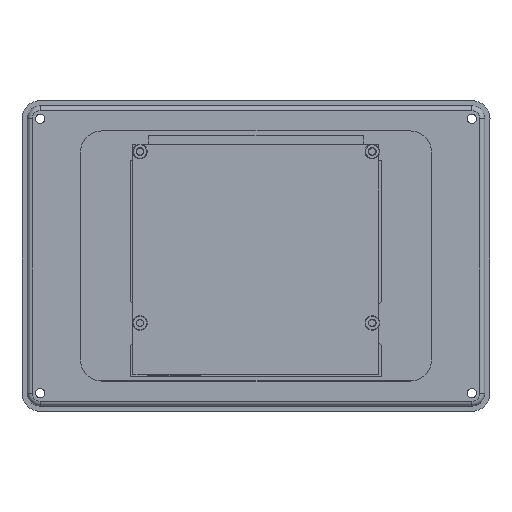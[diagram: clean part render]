
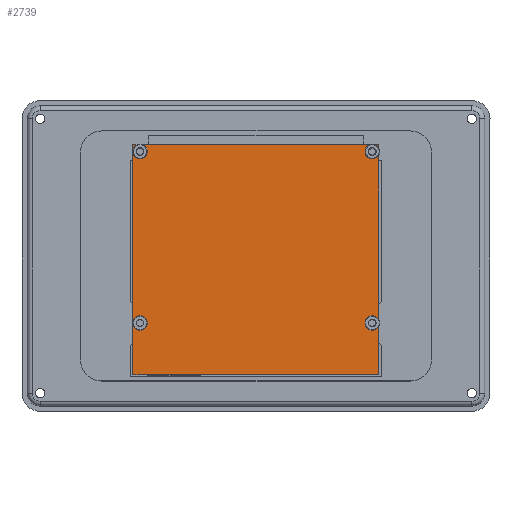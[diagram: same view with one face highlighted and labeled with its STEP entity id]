
A CAD part, top view. The second image highlights one B-rep face of the part: STEP entity #2739.
In plain terms, the highlighted face is planar.
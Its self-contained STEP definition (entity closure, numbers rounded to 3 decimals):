
#125=FACE_BOUND('',#523,.T.);
#126=FACE_BOUND('',#524,.T.);
#127=FACE_BOUND('',#525,.T.);
#128=FACE_BOUND('',#526,.T.);
#187=PLANE('',#2989);
#351=FACE_OUTER_BOUND('',#522,.T.);
#522=EDGE_LOOP('',(#2083,#2084,#2085,#2086));
#523=EDGE_LOOP('',(#2087));
#524=EDGE_LOOP('',(#2088));
#525=EDGE_LOOP('',(#2089));
#526=EDGE_LOOP('',(#2090));
#713=LINE('',#4239,#967);
#716=LINE('',#4245,#970);
#719=LINE('',#4251,#973);
#722=LINE('',#4255,#976);
#967=VECTOR('',#3396,1000.);
#970=VECTOR('',#3401,1000.);
#973=VECTOR('',#3406,1000.);
#976=VECTOR('',#3411,1000.);
#1206=CIRCLE('',#2969,1.55);
#1210=CIRCLE('',#2976,1.55);
#1212=CIRCLE('',#2979,1.55);
#1214=CIRCLE('',#2982,1.55);
#1333=VERTEX_POINT('',#4202);
#1337=VERTEX_POINT('',#4215);
#1339=VERTEX_POINT('',#4221);
#1341=VERTEX_POINT('',#4227);
#1345=VERTEX_POINT('',#4236);
#1346=VERTEX_POINT('',#4238);
#1348=VERTEX_POINT('',#4244);
#1350=VERTEX_POINT('',#4250);
#1598=EDGE_CURVE('',#1333,#1333,#1206,.T.);
#1604=EDGE_CURVE('',#1337,#1337,#1210,.T.);
#1607=EDGE_CURVE('',#1339,#1339,#1212,.T.);
#1610=EDGE_CURVE('',#1341,#1341,#1214,.T.);
#1615=EDGE_CURVE('',#1345,#1346,#713,.T.);
#1618=EDGE_CURVE('',#1346,#1348,#716,.T.);
#1621=EDGE_CURVE('',#1348,#1350,#719,.T.);
#1624=EDGE_CURVE('',#1350,#1345,#722,.T.);
#2083=ORIENTED_EDGE('',*,*,#1615,.F.);
#2084=ORIENTED_EDGE('',*,*,#1624,.F.);
#2085=ORIENTED_EDGE('',*,*,#1621,.F.);
#2086=ORIENTED_EDGE('',*,*,#1618,.F.);
#2087=ORIENTED_EDGE('',*,*,#1598,.T.);
#2088=ORIENTED_EDGE('',*,*,#1610,.T.);
#2089=ORIENTED_EDGE('',*,*,#1607,.T.);
#2090=ORIENTED_EDGE('',*,*,#1604,.T.);
#2739=ADVANCED_FACE('',(#351,#125,#126,#127,#128),#187,.F.);
#2969=AXIS2_PLACEMENT_3D('',#4203,#3357,#3358);
#2976=AXIS2_PLACEMENT_3D('',#4216,#3373,#3374);
#2979=AXIS2_PLACEMENT_3D('',#4222,#3380,#3381);
#2982=AXIS2_PLACEMENT_3D('',#4228,#3387,#3388);
#2989=AXIS2_PLACEMENT_3D('',#4257,#3414,#3415);
#3357=DIRECTION('center_axis',(0.,0.,1.));
#3358=DIRECTION('ref_axis',(1.,0.,0.));
#3373=DIRECTION('center_axis',(0.,0.,1.));
#3374=DIRECTION('ref_axis',(1.,0.,0.));
#3380=DIRECTION('center_axis',(0.,0.,1.));
#3381=DIRECTION('ref_axis',(1.,0.,0.));
#3387=DIRECTION('center_axis',(0.,0.,1.));
#3388=DIRECTION('ref_axis',(1.,0.,0.));
#3396=DIRECTION('',(1.,0.,0.));
#3401=DIRECTION('',(0.,1.,0.));
#3406=DIRECTION('',(-1.,0.,0.));
#3411=DIRECTION('',(0.,-1.,0.));
#3414=DIRECTION('center_axis',(0.,0.,1.));
#3415=DIRECTION('ref_axis',(1.,0.,0.));
#4202=CARTESIAN_POINT('',(42.4,40.95,0.));
#4203=CARTESIAN_POINT('Origin',(43.95,40.95,0.));
#4215=CARTESIAN_POINT('',(-45.5,-23.95,0.));
#4216=CARTESIAN_POINT('Origin',(-43.95,-23.95,0.));
#4221=CARTESIAN_POINT('',(42.4,-23.95,0.));
#4222=CARTESIAN_POINT('Origin',(43.95,-23.95,0.));
#4227=CARTESIAN_POINT('',(-45.5,40.95,0.));
#4228=CARTESIAN_POINT('Origin',(-43.95,40.95,0.));
#4236=CARTESIAN_POINT('',(-46.5,-43.5,0.));
#4238=CARTESIAN_POINT('',(46.5,-43.5,0.));
#4239=CARTESIAN_POINT('',(-46.5,-43.5,0.));
#4244=CARTESIAN_POINT('',(46.5,43.5,0.));
#4245=CARTESIAN_POINT('',(46.5,-43.5,0.));
#4250=CARTESIAN_POINT('',(-46.5,43.5,0.));
#4251=CARTESIAN_POINT('',(46.5,43.5,0.));
#4255=CARTESIAN_POINT('',(-46.5,43.5,0.));
#4257=CARTESIAN_POINT('Origin',(0.,0.,0.));
